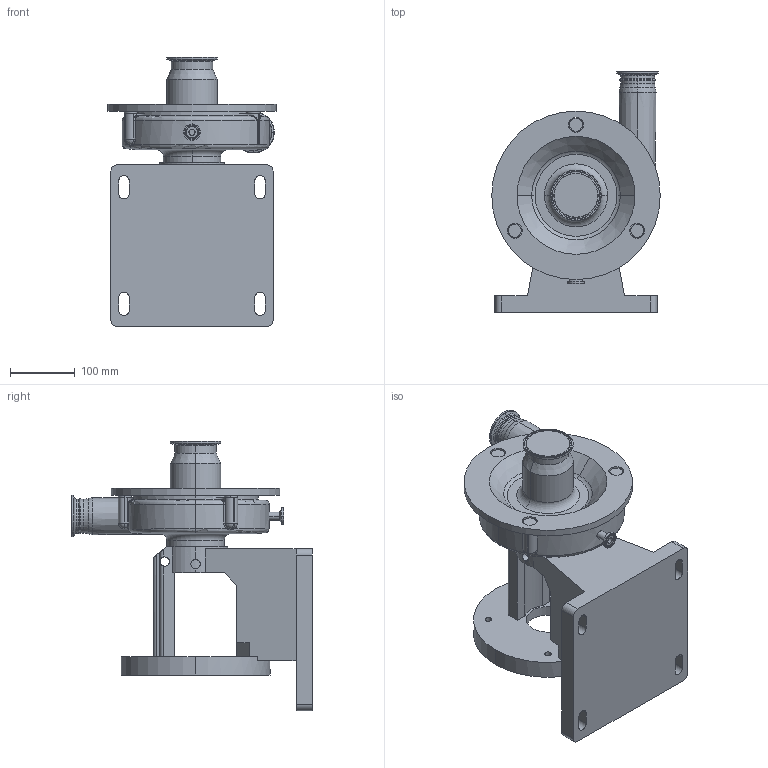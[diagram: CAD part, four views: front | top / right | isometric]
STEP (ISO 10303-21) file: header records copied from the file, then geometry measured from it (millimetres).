
FILE_DESCRIPTION (( 'STEP AP214' ), '1' );
FILE_NAME ('FP 353 180TC VERTICAL 1-2 In STRAIGHT DRAIN.STEP', '2010-02-23T20:13:46', ( ' ' ), ( '' ), 'SwSTEP 2.0', 'SolidWorks 2010', '' );
FILE_SCHEMA (( 'AUTOMOTIVE_DESIGN' ));
Length unit declared in the file: millimetre
Products named in the file (2): FP 353 180TC VERTICAL 1-2 In STRAIGHT DRAIN; FP 353 180TC VERTICAL 1-2 In STRAIGHT DRAIN^1275000117
Assembly tree (1 placements, depth 2):
  FP 353 180TC VERTICAL 1-2 In STRAIGHT DRAIN
    FP 353 180TC VERTICAL 1-2 In STRAIGHT DRAIN^1275000117
Bounding box: 260 x 371 x 415.5 mm (x, y, z)
Volume: 7775228.4 mm3; surface area: 681048.3 mm2
Topology: 1 solids, 5 shells, 425 faces, 1063 edges, 649 vertices
Faces by surface type: cylinder 162, plane 99, torus 66, bspline 52, cone 36, sphere 10
Entity records: 26570 total; most frequent: CARTESIAN_POINT 16432, DIRECTION 2148, ORIENTED_EDGE 2118, EDGE_CURVE 1059, AXIS2_PLACEMENT_3D 881, VERTEX_POINT 648, CIRCLE 504, EDGE_LOOP 469
